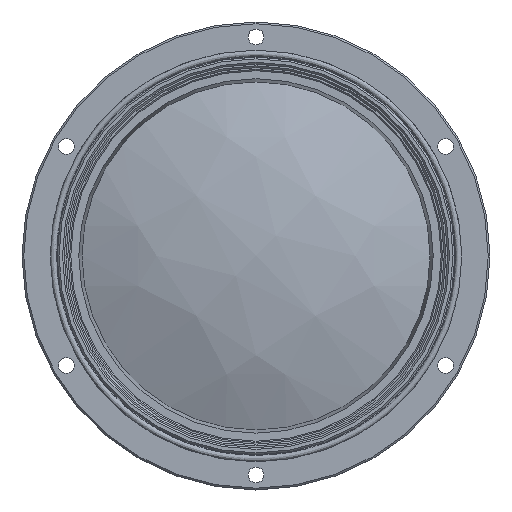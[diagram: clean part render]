
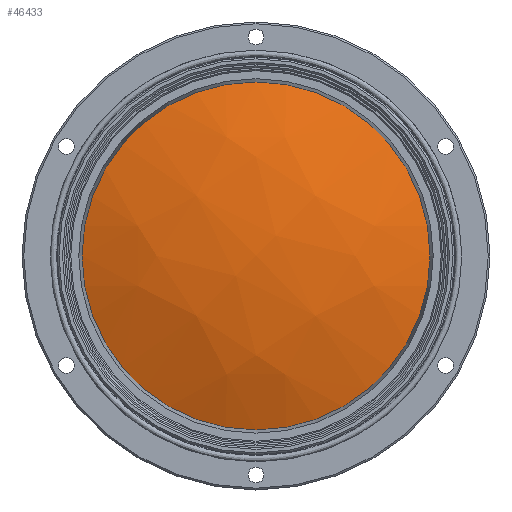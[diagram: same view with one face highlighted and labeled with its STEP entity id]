
A CAD part, top view. The second image highlights one B-rep face of the part: STEP entity #46433.
In plain terms, the highlighted free-form (B-spline) face has degree [3, 3] with [4, 4] control points.
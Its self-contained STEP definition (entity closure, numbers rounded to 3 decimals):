
#4330 = FACE_OUTER_BOUND ( 'NONE', #53605, .T. ) ;
#4467 = CIRCLE ( 'NONE', #70720, 49.465 ) ;
#4883 = CARTESIAN_POINT ( 'NONE',  ( 16.131, 50.201, -6.803 ) ) ;
#5457 = CARTESIAN_POINT ( 'NONE',  ( 17.964, -17.806, 7.199 ) ) ;
#6010 = CARTESIAN_POINT ( 'NONE',  ( -16.38, -50.413, -6.929 ) ) ;
#13701 = DIRECTION ( 'NONE',  ( 1., 0., 0. ) ) ;
#20880 = CARTESIAN_POINT ( 'NONE',  ( 49.465, 0., -9.778 ) ) ;
#22263 = CARTESIAN_POINT ( 'NONE',  ( -18.255, -17.806, 7.16 ) ) ;
#22819 = CARTESIAN_POINT ( 'NONE',  ( 46.114, -50.413, -19.401 ) ) ;
#30691 = CARTESIAN_POINT ( 'NONE',  ( 51.405, 17.569, -6.711 ) ) ;
#39097 = CARTESIAN_POINT ( 'NONE',  ( 46.148, 50.201, -19.319 ) ) ;
#39669 = CARTESIAN_POINT ( 'NONE',  ( 51.393, -17.806, -6.74 ) ) ;
#46433 = ADVANCED_FACE ( 'NONE', ( #4330 ), #101390, .T. ) ;
#48056 = CARTESIAN_POINT ( 'NONE',  ( 17.968, 17.569, 7.231 ) ) ;
#53605 = EDGE_LOOP ( 'NONE', ( #68810 ) ) ;
#56177 = VERTEX_POINT ( 'NONE', #20880 ) ;
#57009 = CARTESIAN_POINT ( 'NONE',  ( 16.119, -50.413, -6.895 ) ) ;
#58762 = EDGE_CURVE ( 'NONE', #56177, #56177, #4467, .T. ) ;
#65237 = CARTESIAN_POINT ( 'NONE',  ( 0., 0., -9.778 ) ) ;
#65800 = DIRECTION ( 'NONE',  ( 0., 0., 1. ) ) ;
#68810 = ORIENTED_EDGE ( 'NONE', *, *, #58762, .T. ) ;
#70720 = AXIS2_PLACEMENT_3D ( 'NONE', #65237, #65800, #13701 ) ;
#73249 = CARTESIAN_POINT ( 'NONE',  ( -51.667, 17.569, -6.82 ) ) ;
#81648 = CARTESIAN_POINT ( 'NONE',  ( -16.392, 50.201, -6.838 ) ) ;
#98498 = CARTESIAN_POINT ( 'NONE',  ( -46.383, 50.201, -19.417 ) ) ;
#99062 = CARTESIAN_POINT ( 'NONE',  ( -51.655, -17.806, -6.849 ) ) ;
#99604 = CARTESIAN_POINT ( 'NONE',  ( -46.349, -50.413, -19.5 ) ) ;
#101390 =( BOUNDED_SURFACE ( )  B_SPLINE_SURFACE ( 3, 3, ( 
 ( #98498, #81648, #4883, #39097 ),
 ( #73249, #107435, #48056, #30691 ),
 ( #99062, #22263, #5457, #39669 ),
 ( #99604, #6010, #57009, #22819 ) ),
 .UNSPECIFIED., .F., .F., .F. ) 
 B_SPLINE_SURFACE_WITH_KNOTS ( ( 4, 4 ),
 ( 4, 4 ),
 ( 0., 1. ),
 ( 0., 1. ),
 .UNSPECIFIED. ) 
 GEOMETRIC_REPRESENTATION_ITEM ( )  RATIONAL_B_SPLINE_SURFACE ( (
 ( 1., 0.948, 0.948, 1.),
 ( 0.948, 0.899, 0.899, 0.948),
 ( 0.948, 0.899, 0.899, 0.948),
 ( 1., 0.948, 0.948, 1.) ) ) 
 REPRESENTATION_ITEM ( '' )  SURFACE ( )  );
#107435 = CARTESIAN_POINT ( 'NONE',  ( -18.259, 17.569, 7.192 ) ) ;
